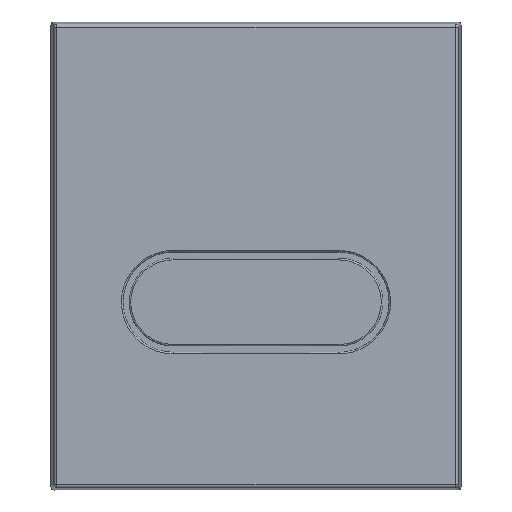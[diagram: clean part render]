
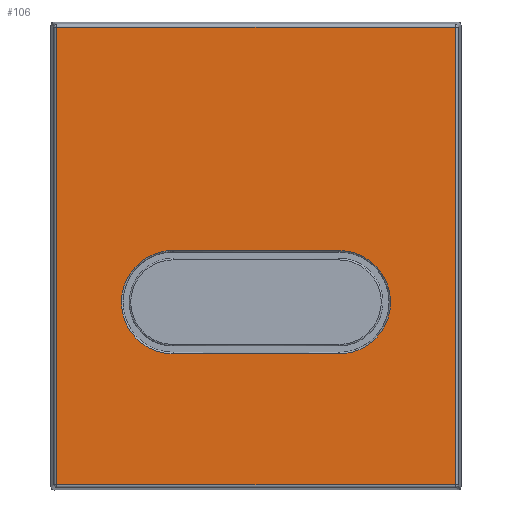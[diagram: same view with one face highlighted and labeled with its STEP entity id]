
A CAD part, front view. The second image highlights one B-rep face of the part: STEP entity #106.
In plain terms, the highlighted face is planar.
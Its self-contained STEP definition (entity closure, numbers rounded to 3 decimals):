
#106=ADVANCED_FACE('',(#540,#466),#6749,.T.);
#466=FACE_BOUND('',#958,.T.);
#540=FACE_OUTER_BOUND('',#957,.T.);
#957=EDGE_LOOP('',(#1589,#1590,#1591,#1592));
#958=EDGE_LOOP('',(#1593,#1594,#1595,#1596,#1597,#1598));
#1589=ORIENTED_EDGE('',*,*,#3645,.F.);
#1590=ORIENTED_EDGE('',*,*,#3641,.F.);
#1591=ORIENTED_EDGE('',*,*,#3651,.F.);
#1592=ORIENTED_EDGE('',*,*,#3648,.F.);
#1593=ORIENTED_EDGE('',*,*,#3824,.T.);
#1594=ORIENTED_EDGE('',*,*,#3689,.T.);
#1595=ORIENTED_EDGE('',*,*,#3811,.T.);
#1596=ORIENTED_EDGE('',*,*,#3816,.T.);
#1597=ORIENTED_EDGE('',*,*,#3690,.T.);
#1598=ORIENTED_EDGE('',*,*,#3820,.T.);
#3641=EDGE_CURVE('',#5857,#5858,#5126,.T.);
#3645=EDGE_CURVE('',#5858,#5859,#5127,.T.);
#3648=EDGE_CURVE('',#5859,#5860,#5128,.T.);
#3651=EDGE_CURVE('',#5860,#5857,#5129,.T.);
#3689=EDGE_CURVE('',#5881,#5882,#5135,.T.);
#3690=EDGE_CURVE('',#5884,#5885,#5136,.T.);
#3811=EDGE_CURVE('',#5882,#5883,#4750,.T.);
#3816=EDGE_CURVE('',#5883,#5884,#4755,.T.);
#3820=EDGE_CURVE('',#5885,#5886,#4758,.T.);
#3824=EDGE_CURVE('',#5886,#5881,#4762,.T.);
#4750=(
BOUNDED_CURVE()
B_SPLINE_CURVE(2,(#13632,#13633,#13634,#13635,#13636),.UNSPECIFIED.,.F.,
 .F.)
B_SPLINE_CURVE_WITH_KNOTS((3,2,3),(0.,36.494,72.988),
 .UNSPECIFIED.)
CURVE()
GEOMETRIC_REPRESENTATION_ITEM()
RATIONAL_B_SPLINE_CURVE((1.,0.71,1.,0.71,1.))
REPRESENTATION_ITEM('')
);
#4755=(
BOUNDED_CURVE()
B_SPLINE_CURVE(2,(#13649,#13650,#13651),.UNSPECIFIED.,.F.,.F.)
B_SPLINE_CURVE_WITH_KNOTS((3,3),(72.988,73.307),
 .UNSPECIFIED.)
CURVE()
GEOMETRIC_REPRESENTATION_ITEM()
RATIONAL_B_SPLINE_CURVE((1.,1.,1.))
REPRESENTATION_ITEM('')
);
#4758=(
BOUNDED_CURVE()
B_SPLINE_CURVE(2,(#13660,#13661,#13662,#13663,#13664),.UNSPECIFIED.,.F.,
 .F.)
B_SPLINE_CURVE_WITH_KNOTS((3,2,3),(0.,36.494,72.988),
 .UNSPECIFIED.)
CURVE()
GEOMETRIC_REPRESENTATION_ITEM()
RATIONAL_B_SPLINE_CURVE((1.,0.71,1.,0.71,1.))
REPRESENTATION_ITEM('')
);
#4762=(
BOUNDED_CURVE()
B_SPLINE_CURVE(2,(#13674,#13675,#13676),.UNSPECIFIED.,.F.,.F.)
B_SPLINE_CURVE_WITH_KNOTS((3,3),(72.988,73.307),
 .UNSPECIFIED.)
CURVE()
GEOMETRIC_REPRESENTATION_ITEM()
RATIONAL_B_SPLINE_CURVE((1.,1.,1.))
REPRESENTATION_ITEM('')
);
#5126=B_SPLINE_CURVE_WITH_KNOTS('',1,(#13051,#13052),.UNSPECIFIED.,.F.,
 .F.,(2,2),(-146.144,0.),.UNSPECIFIED.);
#5127=B_SPLINE_CURVE_WITH_KNOTS('',1,(#13062,#13063),.UNSPECIFIED.,.F.,
 .F.,(2,2),(-127.19,0.),.UNSPECIFIED.);
#5128=B_SPLINE_CURVE_WITH_KNOTS('',1,(#13070,#13071),.UNSPECIFIED.,.F.,
 .F.,(2,2),(-146.144,0.),.UNSPECIFIED.);
#5129=B_SPLINE_CURVE_WITH_KNOTS('',1,(#13078,#13079),.UNSPECIFIED.,.F.,
 .F.,(2,2),(-127.19,0.),.UNSPECIFIED.);
#5135=B_SPLINE_CURVE_WITH_KNOTS('',1,(#13289,#13290),.UNSPECIFIED.,.F.,
 .F.,(2,2),(0.,53.),.UNSPECIFIED.);
#5136=B_SPLINE_CURVE_WITH_KNOTS('',1,(#13291,#13292),.UNSPECIFIED.,.F.,
 .F.,(2,2),(0.,53.),.UNSPECIFIED.);
#5857=VERTEX_POINT('',#12074);
#5858=VERTEX_POINT('',#12075);
#5859=VERTEX_POINT('',#12076);
#5860=VERTEX_POINT('',#12077);
#5881=VERTEX_POINT('',#12098);
#5882=VERTEX_POINT('',#12099);
#5883=VERTEX_POINT('',#12100);
#5884=VERTEX_POINT('',#12101);
#5885=VERTEX_POINT('',#12102);
#5886=VERTEX_POINT('',#12103);
#6749=PLANE('',#7024);
#7024=AXIS2_PLACEMENT_3D('',#9193,#7229,$);
#7229=DIRECTION('',(1.,0.,0.));
#9193=CARTESIAN_POINT('',(10.,-87.747,76.374));
#12074=CARTESIAN_POINT('',(10.,-73.072,63.595));
#12075=CARTESIAN_POINT('',(10.,73.072,63.595));
#12076=CARTESIAN_POINT('',(10.,73.072,-63.595));
#12077=CARTESIAN_POINT('',(10.,-73.072,-63.595));
#12098=CARTESIAN_POINT('',(10.,31.25,26.5));
#12099=CARTESIAN_POINT('',(10.,31.25,-26.5));
#12100=CARTESIAN_POINT('',(10.,-1.748,-26.725));
#12101=CARTESIAN_POINT('',(10.,-1.75,-26.5));
#12102=CARTESIAN_POINT('',(10.,-1.75,26.5));
#12103=CARTESIAN_POINT('',(10.,31.248,26.725));
#13051=CARTESIAN_POINT('',(10.,-73.072,63.595));
#13052=CARTESIAN_POINT('',(10.,73.072,63.595));
#13062=CARTESIAN_POINT('',(10.,73.072,63.595));
#13063=CARTESIAN_POINT('',(10.,73.072,-63.595));
#13070=CARTESIAN_POINT('',(10.,73.072,-63.595));
#13071=CARTESIAN_POINT('',(10.,-73.072,-63.595));
#13078=CARTESIAN_POINT('',(10.,-73.072,-63.595));
#13079=CARTESIAN_POINT('',(10.,-73.072,63.595));
#13289=CARTESIAN_POINT('',(10.,31.25,26.5));
#13290=CARTESIAN_POINT('',(10.,31.25,-26.5));
#13291=CARTESIAN_POINT('',(10.,-1.75,-26.5));
#13292=CARTESIAN_POINT('',(10.,-1.75,26.5));
#13632=CARTESIAN_POINT('',(10.,31.25,-26.5));
#13633=CARTESIAN_POINT('',(10.,31.25,-42.888));
#13634=CARTESIAN_POINT('',(10.,14.863,-43.));
#13635=CARTESIAN_POINT('',(10.,-1.525,-43.111));
#13636=CARTESIAN_POINT('',(10.,-1.748,-26.725));
#13649=CARTESIAN_POINT('',(10.,-1.748,-26.725));
#13650=CARTESIAN_POINT('',(10.,-1.75,-26.613));
#13651=CARTESIAN_POINT('',(10.,-1.75,-26.5));
#13660=CARTESIAN_POINT('',(10.,-1.75,26.5));
#13661=CARTESIAN_POINT('',(10.,-1.75,42.888));
#13662=CARTESIAN_POINT('',(10.,14.637,43.));
#13663=CARTESIAN_POINT('',(10.,31.025,43.111));
#13664=CARTESIAN_POINT('',(10.,31.248,26.725));
#13674=CARTESIAN_POINT('',(10.,31.248,26.725));
#13675=CARTESIAN_POINT('',(10.,31.25,26.613));
#13676=CARTESIAN_POINT('',(10.,31.25,26.5));
